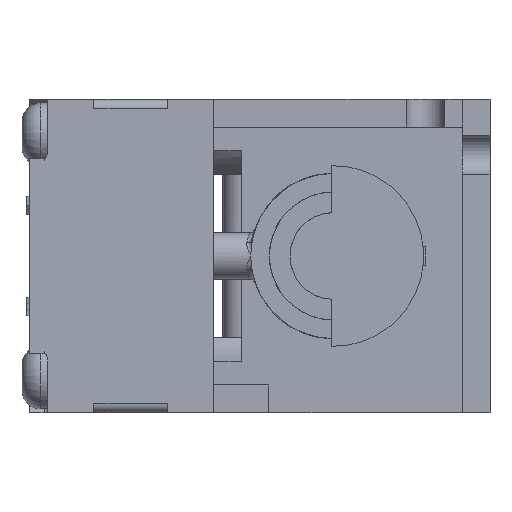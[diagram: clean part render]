
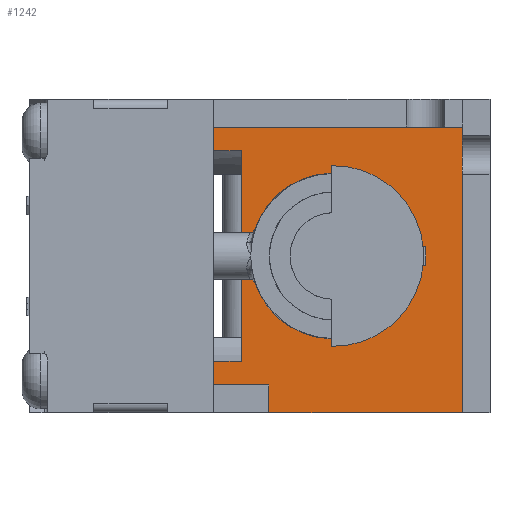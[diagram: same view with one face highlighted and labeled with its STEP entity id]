
A CAD part, left-side view. The second image highlights one B-rep face of the part: STEP entity #1242.
In plain terms, the highlighted planar face has unit normal (-1, 0, 0).
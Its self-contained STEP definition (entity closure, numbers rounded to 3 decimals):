
#271 = ORIENTED_EDGE ( 'NONE', *, *, #7479, .T. ) ;
#314 = ORIENTED_EDGE ( 'NONE', *, *, #1517, .T. ) ;
#383 = VERTEX_POINT ( 'NONE', #4788 ) ;
#520 = LINE ( 'NONE', #2145, #2098 ) ;
#581 = PLANE ( 'NONE',  #3143 ) ;
#588 = CARTESIAN_POINT ( 'NONE',  ( -2.3, 13.5, -5.702 ) ) ;
#727 = CARTESIAN_POINT ( 'NONE',  ( -2.3, 15., -7. ) ) ;
#785 = EDGE_LOOP ( 'NONE', ( #2039, #7353, #2319, #6329, #6626, #314, #4733, #271, #3312, #5714 ) ) ;
#810 = FACE_OUTER_BOUND ( 'NONE', #785, .T. ) ;
#1237 = VECTOR ( 'NONE', #4762, 1000. ) ;
#1242 = ADVANCED_FACE ( 'NONE', ( #810 ), #581, .T. ) ;
#1428 = EDGE_CURVE ( 'NONE', #3671, #6465, #5771, .T. ) ;
#1471 = VECTOR ( 'NONE', #7600, 1000. ) ;
#1500 = VERTEX_POINT ( 'NONE', #2101 ) ;
#1517 = EDGE_CURVE ( 'NONE', #7054, #2310, #520, .T. ) ;
#1711 = VECTOR ( 'NONE', #7227, 1000. ) ;
#2039 = ORIENTED_EDGE ( 'NONE', *, *, #1428, .T. ) ;
#2082 = CARTESIAN_POINT ( 'NONE',  ( -2.3, 15., -5.702 ) ) ;
#2098 = VECTOR ( 'NONE', #5624, 1000. ) ;
#2101 = CARTESIAN_POINT ( 'NONE',  ( -2.3, 13.5, -5.702 ) ) ;
#2145 = CARTESIAN_POINT ( 'NONE',  ( -2.3, 12., 9.92 ) ) ;
#2310 = VERTEX_POINT ( 'NONE', #3571 ) ;
#2319 = ORIENTED_EDGE ( 'NONE', *, *, #2541, .T. ) ;
#2350 = DIRECTION ( 'NONE',  ( -1., 0., 0. ) ) ;
#2454 = CARTESIAN_POINT ( 'NONE',  ( -2.3, 12., -7. ) ) ;
#2541 = EDGE_CURVE ( 'NONE', #1500, #4803, #6379, .T. ) ;
#2547 = DIRECTION ( 'NONE',  ( 0., 0., -1. ) ) ;
#2637 = VECTOR ( 'NONE', #7282, 1000. ) ;
#2731 = VECTOR ( 'NONE', #5607, 1000. ) ;
#2912 = CARTESIAN_POINT ( 'NONE',  ( -2.3, 1.5, -7. ) ) ;
#3143 = AXIS2_PLACEMENT_3D ( 'NONE', #2912, #2350, #7035 ) ;
#3255 = EDGE_CURVE ( 'NONE', #383, #7085, #4365, .T. ) ;
#3312 = ORIENTED_EDGE ( 'NONE', *, *, #3255, .T. ) ;
#3539 = VECTOR ( 'NONE', #2547, 1000. ) ;
#3571 = CARTESIAN_POINT ( 'NONE',  ( -2.3, 12., -8.5 ) ) ;
#3671 = VERTEX_POINT ( 'NONE', #5065 ) ;
#3759 = CARTESIAN_POINT ( 'NONE',  ( -2.3, 13.5, 5.702 ) ) ;
#3899 = CARTESIAN_POINT ( 'NONE',  ( -2.3, 12., -8.5 ) ) ;
#3906 = CARTESIAN_POINT ( 'NONE',  ( -2.3, 15., -7. ) ) ;
#4260 = VERTEX_POINT ( 'NONE', #4883 ) ;
#4365 = LINE ( 'NONE', #5281, #1237 ) ;
#4463 = LINE ( 'NONE', #5966, #6029 ) ;
#4562 = LINE ( 'NONE', #3899, #7473 ) ;
#4733 = ORIENTED_EDGE ( 'NONE', *, *, #6732, .T. ) ;
#4762 = DIRECTION ( 'NONE',  ( 0., 1., 0. ) ) ;
#4788 = CARTESIAN_POINT ( 'NONE',  ( -2.3, 1.5, 7. ) ) ;
#4803 = VERTEX_POINT ( 'NONE', #2082 ) ;
#4883 = CARTESIAN_POINT ( 'NONE',  ( -2.3, 1.5, -8.5 ) ) ;
#5013 = CARTESIAN_POINT ( 'NONE',  ( -2.3, 13.5, 0. ) ) ;
#5065 = CARTESIAN_POINT ( 'NONE',  ( -2.3, 15., 5.702 ) ) ;
#5135 = VECTOR ( 'NONE', #5685, 1000. ) ;
#5281 = CARTESIAN_POINT ( 'NONE',  ( -2.3, 1.5, 7. ) ) ;
#5283 = EDGE_CURVE ( 'NONE', #7084, #7054, #6152, .T. ) ;
#5551 = DIRECTION ( 'NONE',  ( 0., -1., 0. ) ) ;
#5605 = EDGE_CURVE ( 'NONE', #1500, #6465, #5870, .T. ) ;
#5607 = DIRECTION ( 'NONE',  ( 0., 0., 1. ) ) ;
#5624 = DIRECTION ( 'NONE',  ( 0., 0., -1. ) ) ;
#5683 = EDGE_CURVE ( 'NONE', #7085, #3671, #7217, .T. ) ;
#5685 = DIRECTION ( 'NONE',  ( 0., 0., -1. ) ) ;
#5714 = ORIENTED_EDGE ( 'NONE', *, *, #5683, .T. ) ;
#5771 = LINE ( 'NONE', #3759, #2637 ) ;
#5836 = CARTESIAN_POINT ( 'NONE',  ( -2.3, 13.5, 5.702 ) ) ;
#5870 = LINE ( 'NONE', #5013, #2731 ) ;
#5966 = CARTESIAN_POINT ( 'NONE',  ( -2.3, 1.5, -7. ) ) ;
#6029 = VECTOR ( 'NONE', #6547, 1000. ) ;
#6080 = CARTESIAN_POINT ( 'NONE',  ( -2.3, 15., -7. ) ) ;
#6152 = LINE ( 'NONE', #7026, #1471 ) ;
#6329 = ORIENTED_EDGE ( 'NONE', *, *, #7126, .T. ) ;
#6379 = LINE ( 'NONE', #588, #1711 ) ;
#6465 = VERTEX_POINT ( 'NONE', #5836 ) ;
#6547 = DIRECTION ( 'NONE',  ( 0., 0., 1. ) ) ;
#6606 = CARTESIAN_POINT ( 'NONE',  ( -2.3, 15., 7. ) ) ;
#6626 = ORIENTED_EDGE ( 'NONE', *, *, #5283, .T. ) ;
#6663 = LINE ( 'NONE', #6080, #3539 ) ;
#6732 = EDGE_CURVE ( 'NONE', #2310, #4260, #4562, .T. ) ;
#7026 = CARTESIAN_POINT ( 'NONE',  ( -2.3, 15., -7. ) ) ;
#7035 = DIRECTION ( 'NONE',  ( 0., 0., 1. ) ) ;
#7054 = VERTEX_POINT ( 'NONE', #2454 ) ;
#7084 = VERTEX_POINT ( 'NONE', #727 ) ;
#7085 = VERTEX_POINT ( 'NONE', #6606 ) ;
#7126 = EDGE_CURVE ( 'NONE', #4803, #7084, #6663, .T. ) ;
#7217 = LINE ( 'NONE', #3906, #5135 ) ;
#7227 = DIRECTION ( 'NONE',  ( 0., 1., 0. ) ) ;
#7282 = DIRECTION ( 'NONE',  ( 0., -1., 0. ) ) ;
#7353 = ORIENTED_EDGE ( 'NONE', *, *, #5605, .F. ) ;
#7473 = VECTOR ( 'NONE', #5551, 1000. ) ;
#7479 = EDGE_CURVE ( 'NONE', #4260, #383, #4463, .T. ) ;
#7600 = DIRECTION ( 'NONE',  ( 0., -1., 0. ) ) ;
